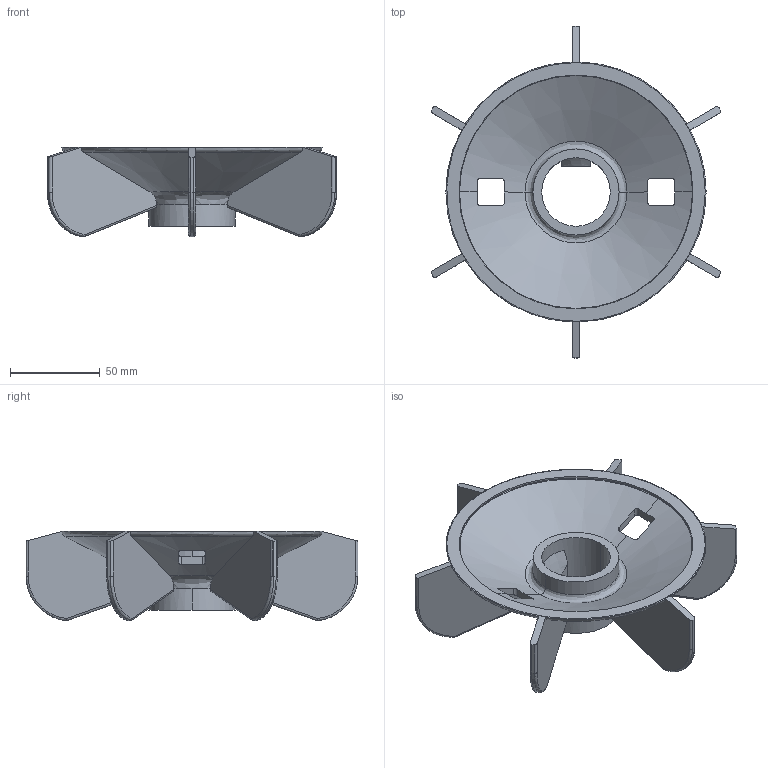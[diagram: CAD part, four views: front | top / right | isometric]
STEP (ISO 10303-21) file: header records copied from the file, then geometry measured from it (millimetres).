
FILE_DESCRIPTION (( 'STEP AP214' ), '1' );
FILE_NAME ('FAN (250T) nc coord fxt.STEP', '2022-04-25T17:44:54', ( '' ), ( '' ), 'SwSTEP 2.0', 'SolidWorks 2021', '' );
FILE_SCHEMA (( 'AUTOMOTIVE_DESIGN' ));
Length unit declared in the file: inch
Products named in the file (1): FAN (250T) nc coord fxt
Bounding box: 161.3 x 185 x 49.9 mm (x, y, z)
Volume: 139272.2 mm3; surface area: 69730.1 mm2
Topology: 1 solids, 1 shells, 145 faces, 411 edges, 266 vertices
Faces by surface type: cylinder 54, plane 44, bspline 37, cone 10
Entity records: 6222 total; most frequent: CARTESIAN_POINT 2831, ORIENTED_EDGE 822, DIRECTION 559, EDGE_CURVE 411, VERTEX_POINT 266, AXIS2_PLACEMENT_3D 203, VECTOR 153, LINE 153
